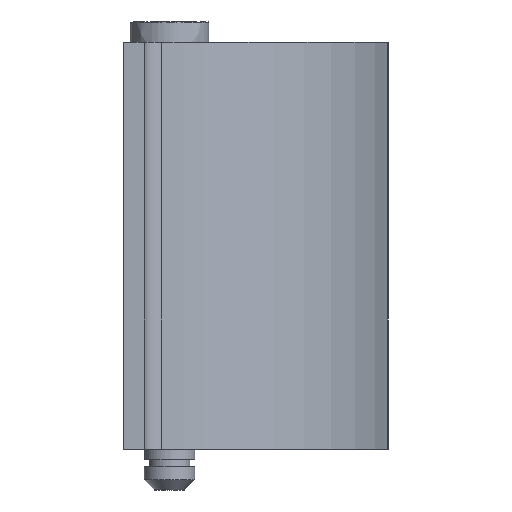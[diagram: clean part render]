
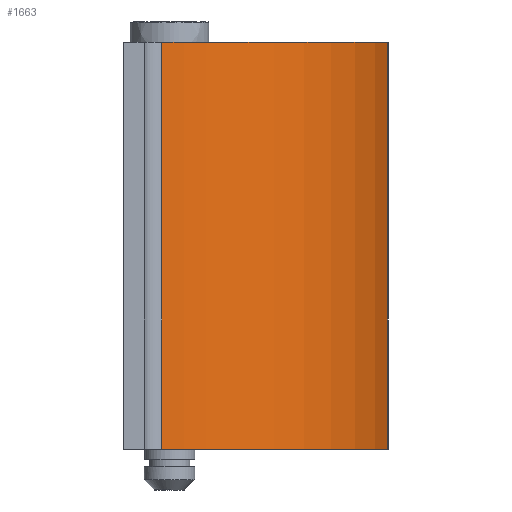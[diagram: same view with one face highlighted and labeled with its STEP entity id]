
A CAD part, left-side view. The second image highlights one B-rep face of the part: STEP entity #1663.
In plain terms, the highlighted free-form (B-spline) face has degree [1, 2] with [2, 3] control points.
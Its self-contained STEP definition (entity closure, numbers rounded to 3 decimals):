
#1239=CARTESIAN_POINT('',(-7.31,-21.417,4.0));
#1240=VERTEX_POINT('',#1239);
#1256=CARTESIAN_POINT('',(-27.837,0.753,4.0));
#1257=VERTEX_POINT('',#1256);
#1258=CARTESIAN_POINT('',(-7.31,-21.417,4.0));
#1259=CARTESIAN_POINT('',(-25.487,-17.659,4.));
#1260=CARTESIAN_POINT('',(-27.837,0.753,4.0));
#1268=(BOUNDED_CURVE()B_SPLINE_CURVE(2,(#1258,#1259,#1260),.UNSPECIFIED.,.F.,.U.)CURVE()GEOMETRIC_REPRESENTATION_ITEM()QUASI_UNIFORM_CURVE()RATIONAL_B_SPLINE_CURVE((1.0,0.814,1.0))REPRESENTATION_ITEM(''));
#1269=EDGE_CURVE('',#1240,#1257,#1268,.T.);
#1413=CARTESIAN_POINT('',(-27.837,0.753,44.0));
#1414=VERTEX_POINT('',#1413);
#1428=CARTESIAN_POINT('',(-7.31,-21.417,44.0));
#1429=VERTEX_POINT('',#1428);
#1430=CARTESIAN_POINT('',(-7.31,-21.417,44.0));
#1431=CARTESIAN_POINT('',(-25.487,-17.659,44.0));
#1432=CARTESIAN_POINT('',(-27.837,0.753,44.0));
#1440=(BOUNDED_CURVE()B_SPLINE_CURVE(2,(#1430,#1431,#1432),.UNSPECIFIED.,.F.,.U.)CURVE()GEOMETRIC_REPRESENTATION_ITEM()QUASI_UNIFORM_CURVE()RATIONAL_B_SPLINE_CURVE((1.0,0.814,1.0))REPRESENTATION_ITEM(''));
#1441=EDGE_CURVE('',#1429,#1414,#1440,.T.);
#1631=CARTESIAN_POINT('',(-7.31,-21.417,44.0));
#1632=CARTESIAN_POINT('',(-7.31,-21.417,4.0));
#1633=QUASI_UNIFORM_CURVE('',1,(#1631,#1632),.UNSPECIFIED.,.F.,.U.);
#1634=EDGE_CURVE('',#1429,#1240,#1633,.T.);
#1639=CARTESIAN_POINT('',(-27.914,1.429,45.));
#1640=CARTESIAN_POINT('',(-27.914,1.429,2.975));
#1641=CARTESIAN_POINT('',(-25.876,-18.73,45.));
#1642=CARTESIAN_POINT('',(-25.876,-18.73,2.975));
#1643=CARTESIAN_POINT('',(-5.83,-21.679,45.));
#1644=CARTESIAN_POINT('',(-5.83,-21.679,2.975));
#1652=(BOUNDED_SURFACE()B_SPLINE_SURFACE(1,2,((#1639,#1641,#1643),(#1640,#1642,#1644)),.UNSPECIFIED.,.F.,.F.,.U.)B_SPLINE_SURFACE_WITH_KNOTS((2,2),(3,3),(0.0,42.025),(0.0,35.739),.UNSPECIFIED.)GEOMETRIC_REPRESENTATION_ITEM()RATIONAL_B_SPLINE_SURFACE(((1.0,0.788,0.999),(1.0,0.788,0.999)))REPRESENTATION_ITEM('')SURFACE());
#1653=ORIENTED_EDGE('',*,*,#1269,.F.);
#1654=ORIENTED_EDGE('',*,*,#1634,.F.);
#1655=ORIENTED_EDGE('',*,*,#1441,.T.);
#1656=CARTESIAN_POINT('',(-27.837,0.753,44.0));
#1657=CARTESIAN_POINT('',(-27.837,0.753,4.0));
#1658=QUASI_UNIFORM_CURVE('',1,(#1656,#1657),.UNSPECIFIED.,.F.,.U.);
#1659=EDGE_CURVE('',#1414,#1257,#1658,.T.);
#1660=ORIENTED_EDGE('',*,*,#1659,.T.);
#1661=EDGE_LOOP('',(#1653,#1654,#1655,#1660));
#1662=FACE_OUTER_BOUND('',#1661,.T.);
#1663=ADVANCED_FACE('',(#1662),#1652,.T.);
